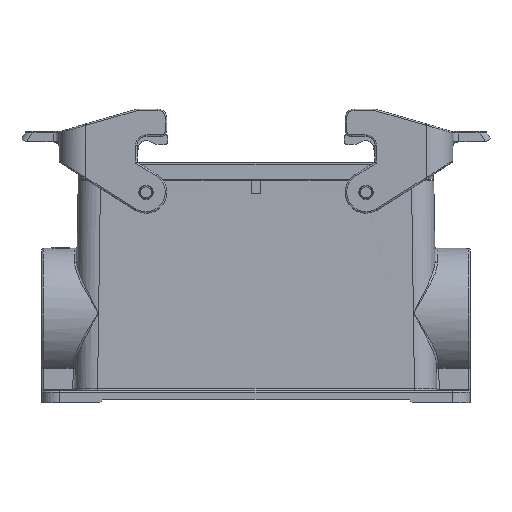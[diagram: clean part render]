
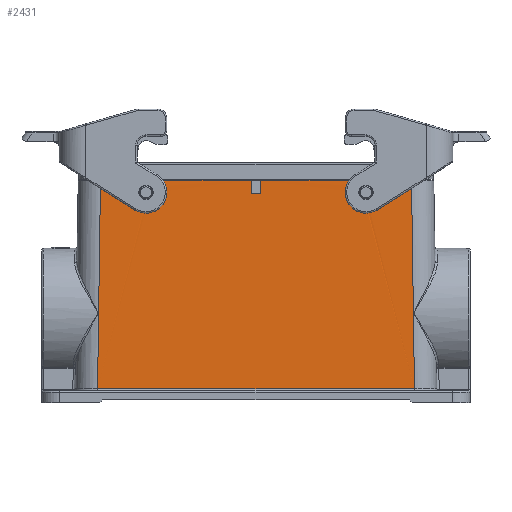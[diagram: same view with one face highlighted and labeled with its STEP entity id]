
A CAD part, front view. The second image highlights one B-rep face of the part: STEP entity #2431.
In plain terms, the highlighted planar face has unit normal (0, -1, 0.011).
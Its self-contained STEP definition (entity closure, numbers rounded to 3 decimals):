
#1979=PLANE('',#17085);
#2258=FACE_BOUND('',#4014,.T.);
#2259=FACE_BOUND('',#4015,.T.);
#2260=FACE_BOUND('',#4016,.T.);
#2431=ADVANCED_FACE('',(#2258,#2259,#2260),#1979,.T.);
#4014=EDGE_LOOP('',(#5639,#5640,#5641,#5642));
#4015=EDGE_LOOP('',(#5643,#5644,#5645,#5646));
#4016=EDGE_LOOP('',(#5647,#5648,#5649,#5650,#5651,#5652,#5653,#5654));
#5323=ELLIPSE('',#17083,3.5,3.5);
#5324=ELLIPSE('',#17084,3.5,3.5);
#5639=ORIENTED_EDGE('',*,*,#10041,.F.);
#5640=ORIENTED_EDGE('',*,*,#10042,.F.);
#5641=ORIENTED_EDGE('',*,*,#10043,.F.);
#5642=ORIENTED_EDGE('',*,*,#10044,.F.);
#5643=ORIENTED_EDGE('',*,*,#10045,.F.);
#5644=ORIENTED_EDGE('',*,*,#10046,.F.);
#5645=ORIENTED_EDGE('',*,*,#10047,.F.);
#5646=ORIENTED_EDGE('',*,*,#10048,.F.);
#5647=ORIENTED_EDGE('',*,*,#10049,.F.);
#5648=ORIENTED_EDGE('',*,*,#9983,.F.);
#5649=ORIENTED_EDGE('',*,*,#10050,.T.);
#5650=ORIENTED_EDGE('',*,*,#10051,.T.);
#5651=ORIENTED_EDGE('',*,*,#10052,.T.);
#5652=ORIENTED_EDGE('',*,*,#9987,.F.);
#5653=ORIENTED_EDGE('',*,*,#10053,.F.);
#5654=ORIENTED_EDGE('',*,*,#10054,.F.);
#8911=VERTEX_POINT('',#24145);
#8912=VERTEX_POINT('',#24146);
#8915=VERTEX_POINT('',#24152);
#8916=VERTEX_POINT('',#24154);
#8967=VERTEX_POINT('',#24267);
#8968=VERTEX_POINT('',#24268);
#8969=VERTEX_POINT('',#24270);
#8970=VERTEX_POINT('',#24281);
#8971=VERTEX_POINT('',#24284);
#8972=VERTEX_POINT('',#24285);
#8973=VERTEX_POINT('',#24287);
#8974=VERTEX_POINT('',#24298);
#8975=VERTEX_POINT('',#24301);
#8976=VERTEX_POINT('',#24303);
#8977=VERTEX_POINT('',#24305);
#8978=VERTEX_POINT('',#24308);
#9983=EDGE_CURVE('',#8911,#8912,#13691,.T.);
#9987=EDGE_CURVE('',#8915,#8916,#13695,.T.);
#10041=EDGE_CURVE('',#8967,#8968,#5323,.T.);
#10042=EDGE_CURVE('',#8969,#8967,#13727,.T.);
#10043=EDGE_CURVE('',#8970,#8969,#11916,.T.);
#10044=EDGE_CURVE('',#8968,#8970,#13728,.T.);
#10045=EDGE_CURVE('',#8971,#8972,#5324,.T.);
#10046=EDGE_CURVE('',#8973,#8971,#13729,.T.);
#10047=EDGE_CURVE('',#8974,#8973,#11917,.T.);
#10048=EDGE_CURVE('',#8972,#8974,#13730,.T.);
#10049=EDGE_CURVE('',#8912,#8975,#13731,.T.);
#10050=EDGE_CURVE('',#8911,#8976,#13732,.T.);
#10051=EDGE_CURVE('',#8976,#8977,#13733,.T.);
#10052=EDGE_CURVE('',#8977,#8916,#13734,.T.);
#10053=EDGE_CURVE('',#8978,#8915,#13735,.T.);
#10054=EDGE_CURVE('',#8975,#8978,#13736,.T.);
#11916=B_SPLINE_CURVE_WITH_KNOTS('',3,(#24271,#24272,#24273,#24274,#24275,
#24276,#24277,#24278,#24279,#24280),.UNSPECIFIED.,.F.,.F.,(4,2,2,2,4),(0.,
0.25,0.5,0.75,1.),.UNSPECIFIED.);
#11917=B_SPLINE_CURVE_WITH_KNOTS('',3,(#24288,#24289,#24290,#24291,#24292,
#24293,#24294,#24295,#24296,#24297),.UNSPECIFIED.,.F.,.F.,(4,2,2,2,4),(0.,
0.25,0.5,0.75,1.),.UNSPECIFIED.);
#13691=LINE('',#24144,#14710);
#13695=LINE('',#24153,#14714);
#13727=LINE('',#24269,#14746);
#13728=LINE('',#24282,#14747);
#13729=LINE('',#24286,#14748);
#13730=LINE('',#24299,#14749);
#13731=LINE('',#24300,#14750);
#13732=LINE('',#24302,#14751);
#13733=LINE('',#24304,#14752);
#13734=LINE('',#24306,#14753);
#13735=LINE('',#24307,#14754);
#13736=LINE('',#24309,#14755);
#14710=VECTOR('',#18627,1.);
#14714=VECTOR('',#18631,1.);
#14746=VECTOR('',#18725,1.);
#14747=VECTOR('',#18726,1.);
#14748=VECTOR('',#18729,1.);
#14749=VECTOR('',#18730,1.);
#14750=VECTOR('',#18731,1.);
#14751=VECTOR('',#18732,1.);
#14752=VECTOR('',#18733,1.);
#14753=VECTOR('',#18734,1.);
#14754=VECTOR('',#18735,1.);
#14755=VECTOR('',#18736,1.);
#17083=AXIS2_PLACEMENT_3D('',#24266,#18723,#18724);
#17084=AXIS2_PLACEMENT_3D('',#24283,#18727,#18728);
#17085=AXIS2_PLACEMENT_3D('',#24310,#18737,#18738);
#18627=DIRECTION('',(1.,0.,0.));
#18631=DIRECTION('',(1.,0.,0.));
#18723=DIRECTION('',(0.,-1.,0.011));
#18724=DIRECTION('',(0.,-0.011,-1.));
#18725=DIRECTION('',(-1.,0.,0.));
#18726=DIRECTION('',(-1.,0.,0.));
#18727=DIRECTION('',(0.,-1.,0.011));
#18728=DIRECTION('',(0.,-0.011,-1.));
#18729=DIRECTION('',(-1.,0.,0.));
#18730=DIRECTION('',(-1.,0.,0.));
#18731=DIRECTION('',(0.,-0.011,-1.));
#18732=DIRECTION('',(-0.014,-0.011,-1.));
#18733=DIRECTION('',(1.,0.,0.));
#18734=DIRECTION('',(-0.014,0.011,1.));
#18735=DIRECTION('',(0.,0.011,1.));
#18736=DIRECTION('',(1.,0.,0.));
#18737=DIRECTION('',(0.,-1.,0.011));
#18738=DIRECTION('',(1.,0.,0.));
#24144=CARTESIAN_POINT('',(59.8,-21.5,5.7));
#24145=CARTESIAN_POINT('',(-52.3,-21.5,5.7));
#24146=CARTESIAN_POINT('',(-1.6,-21.5,5.7));
#24152=CARTESIAN_POINT('',(1.6,-21.5,5.7));
#24153=CARTESIAN_POINT('',(59.8,-21.5,5.7));
#24154=CARTESIAN_POINT('',(52.3,-21.5,5.7));
#24266=CARTESIAN_POINT('',(-37.,-21.547,1.55));
#24267=CARTESIAN_POINT('',(-40.5,-21.547,1.55));
#24268=CARTESIAN_POINT('',(-33.5,-21.547,1.55));
#24269=CARTESIAN_POINT('',(0.,-21.547,1.55));
#24270=CARTESIAN_POINT('',(-39.,-21.547,1.55));
#24271=CARTESIAN_POINT('',(-35.,-21.547,1.55));
#24272=CARTESIAN_POINT('',(-35.,-21.547,2.102));
#24273=CARTESIAN_POINT('',(-35.196,-21.547,2.574));
#24274=CARTESIAN_POINT('',(-35.976,-21.547,3.355));
#24275=CARTESIAN_POINT('',(-36.448,-21.547,3.55));
#24276=CARTESIAN_POINT('',(-37.552,-21.547,3.55));
#24277=CARTESIAN_POINT('',(-38.024,-21.547,3.354));
#24278=CARTESIAN_POINT('',(-38.805,-21.547,2.574));
#24279=CARTESIAN_POINT('',(-39.,-21.547,2.103));
#24280=CARTESIAN_POINT('',(-39.,-21.547,1.55));
#24281=CARTESIAN_POINT('',(-35.,-21.547,1.55));
#24282=CARTESIAN_POINT('',(0.,-21.547,1.55));
#24283=CARTESIAN_POINT('',(37.,-21.547,1.55));
#24284=CARTESIAN_POINT('',(33.5,-21.547,1.55));
#24285=CARTESIAN_POINT('',(40.5,-21.547,1.55));
#24286=CARTESIAN_POINT('',(0.,-21.547,1.55));
#24287=CARTESIAN_POINT('',(35.,-21.547,1.55));
#24288=CARTESIAN_POINT('',(39.,-21.547,1.55));
#24289=CARTESIAN_POINT('',(39.,-21.547,2.102));
#24290=CARTESIAN_POINT('',(38.804,-21.547,2.574));
#24291=CARTESIAN_POINT('',(38.024,-21.547,3.355));
#24292=CARTESIAN_POINT('',(37.552,-21.547,3.55));
#24293=CARTESIAN_POINT('',(36.448,-21.547,3.55));
#24294=CARTESIAN_POINT('',(35.976,-21.547,3.354));
#24295=CARTESIAN_POINT('',(35.195,-21.547,2.574));
#24296=CARTESIAN_POINT('',(35.,-21.547,2.103));
#24297=CARTESIAN_POINT('',(35.,-21.547,1.55));
#24298=CARTESIAN_POINT('',(39.,-21.547,1.55));
#24299=CARTESIAN_POINT('',(0.,-21.547,1.55));
#24300=CARTESIAN_POINT('',(-1.6,-21.5,5.714));
#24301=CARTESIAN_POINT('',(-1.6,-21.553,1.015));
#24302=CARTESIAN_POINT('',(-53.302,-22.301,-65.356));
#24303=CARTESIAN_POINT('',(-53.289,-22.291,-64.459));
#24304=CARTESIAN_POINT('',(0.,-22.291,-64.459));
#24305=CARTESIAN_POINT('',(53.289,-22.291,-64.459));
#24306=CARTESIAN_POINT('',(52.302,-21.501,5.594));
#24307=CARTESIAN_POINT('',(1.6,-21.553,1.015));
#24308=CARTESIAN_POINT('',(1.6,-21.553,1.015));
#24309=CARTESIAN_POINT('',(-1.6,-21.553,1.015));
#24310=CARTESIAN_POINT('',(0.,-22.3,-65.25));
